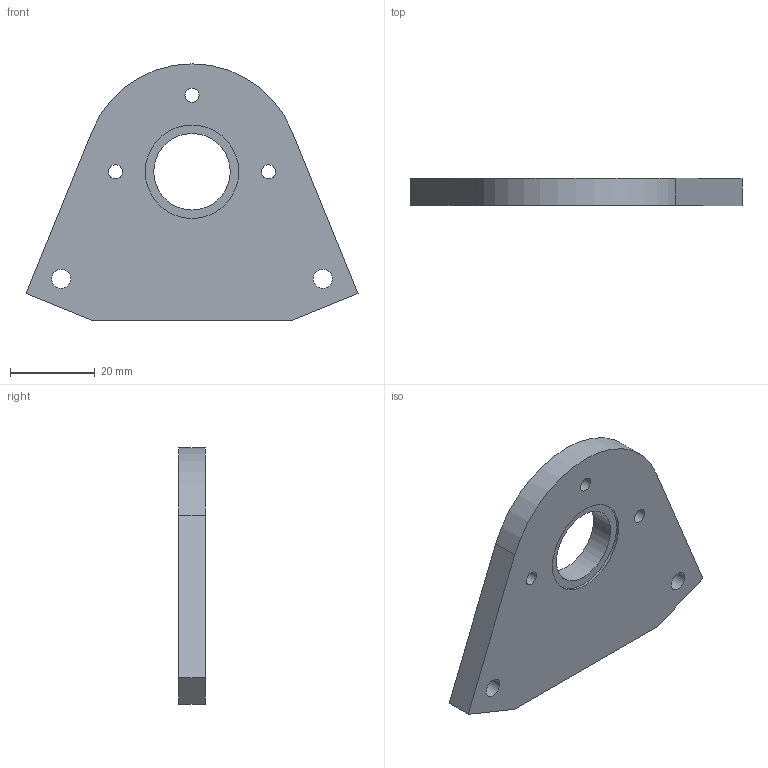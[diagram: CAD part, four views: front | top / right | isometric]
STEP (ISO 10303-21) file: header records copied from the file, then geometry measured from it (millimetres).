
FILE_DESCRIPTION(/* description */ ('BEARING PLATE'),/* implementation_level */ '2;1');
FILE_NAME(/* name */ 'OH3A3-121_BEARING PLATE_-_V50.step',/* time_stamp */ '2023-06-02T19:39:50-05:00',/* author */ (''),/* organization */ (''),/* preprocessor_version */ 'ST-DEVELOPER v19.2',/* originating_system */ 'Autodesk Translation Framework v12.4.0.73',/* authorisation */ '');
FILE_SCHEMA (('AUTOMOTIVE_DESIGN { 1 0 10303 214 3 1 1 }'));
Length unit declared in the file: millimetre
Products named in the file (1): OH3A3-121
Bounding box: 78.15 x 6.35 x 60.33 mm (x, y, z)
Volume: 19051.7 mm3; surface area: 8190.6 mm2
Topology: 1 solids, 1 shells, 16 faces, 39 edges, 26 vertices
Faces by surface type: cylinder 8, plane 8
Full cylindrical faces by diameter (mm): 3.332 x3, 4.5 x2, 18 x1, 22 x1
Entity records: 543 total; most frequent: DIRECTION 89, CARTESIAN_POINT 82, ORIENTED_EDGE 78, EDGE_CURVE 39, AXIS2_PLACEMENT_3D 33, EDGE_LOOP 29, VERTEX_POINT 26, LINE 23
